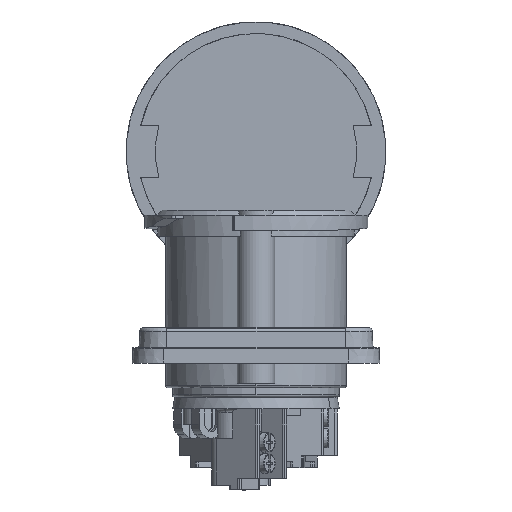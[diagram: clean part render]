
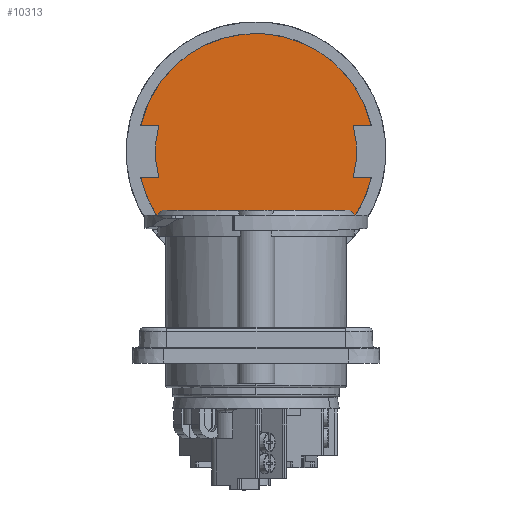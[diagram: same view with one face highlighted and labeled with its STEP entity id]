
A CAD part, front view. The second image highlights one B-rep face of the part: STEP entity #10313.
In plain terms, the highlighted planar face has unit normal (0, -1, 0).
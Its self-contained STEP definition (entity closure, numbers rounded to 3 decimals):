
#1686 = VECTOR ( 'NONE', #13859, 1000. ) ;
#1733 = VECTOR ( 'NONE', #29501, 1000. ) ;
#1921 = DIRECTION ( 'NONE',  ( 0., 0., -1. ) ) ;
#2386 = CARTESIAN_POINT ( 'NONE',  ( 0., 70.422, -22.624 ) ) ;
#3205 = EDGE_CURVE ( 'NONE', #15532, #18883, #9033, .T. ) ;
#3311 = ORIENTED_EDGE ( 'NONE', *, *, #31608, .F. ) ;
#3681 = CARTESIAN_POINT ( 'NONE',  ( 0., 70.422, 25.376 ) ) ;
#4156 = ORIENTED_EDGE ( 'NONE', *, *, #32798, .F. ) ;
#4335 = AXIS2_PLACEMENT_3D ( 'NONE', #55169, #32041, #15029 ) ;
#4365 = DIRECTION ( 'NONE',  ( 0., 1., 0. ) ) ;
#6368 = EDGE_CURVE ( 'NONE', #43961, #13555, #19536, .T. ) ;
#6498 = EDGE_LOOP ( 'NONE', ( #56613, #46150, #19161, #4156, #34257, #15030, #32885, #25163, #31226, #43500, #45205, #7392, #42873, #50826 ) ) ;
#7392 = ORIENTED_EDGE ( 'NONE', *, *, #37662, .F. ) ;
#8264 = LINE ( 'NONE', #36127, #1686 ) ;
#8431 = DIRECTION ( 'NONE',  ( 0., -1., 0. ) ) ;
#9000 = CARTESIAN_POINT ( 'NONE',  ( 0., 70.422, 25.376 ) ) ;
#9033 = CIRCLE ( 'NONE', #4335, 43. ) ;
#9592 = AXIS2_PLACEMENT_3D ( 'NONE', #9000, #8431, #26340 ) ;
#10313 = ADVANCED_FACE ( 'NONE', ( #36970, #54844 ), #32565, .F. ) ;
#10905 = VECTOR ( 'NONE', #20749, 1000. ) ;
#11043 = CARTESIAN_POINT ( 'NONE',  ( -9.75, 70.422, 3.376 ) ) ;
#11490 = EDGE_CURVE ( 'NONE', #13555, #55070, #44732, .T. ) ;
#11818 = DIRECTION ( 'NONE',  ( 0., 0., -1. ) ) ;
#12026 = VERTEX_POINT ( 'NONE', #2386 ) ;
#12080 = EDGE_CURVE ( 'NONE', #37066, #13986, #39035, .T. ) ;
#12883 = VECTOR ( 'NONE', #11818, 1000. ) ;
#13277 = DIRECTION ( 'NONE',  ( -0.707, 0., 0.707 ) ) ;
#13555 = VERTEX_POINT ( 'NONE', #20517 ) ;
#13859 = DIRECTION ( 'NONE',  ( -1., 0., 0. ) ) ;
#13894 = EDGE_CURVE ( 'NONE', #55070, #15532, #25724, .T. ) ;
#13986 = VERTEX_POINT ( 'NONE', #40071 ) ;
#14072 = CARTESIAN_POINT ( 'NONE',  ( -17.75, 70.422, -13.79 ) ) ;
#14984 = DIRECTION ( 'NONE',  ( 1., 0., 0. ) ) ;
#15029 = DIRECTION ( 'NONE',  ( 0., 0., -1. ) ) ;
#15030 = ORIENTED_EDGE ( 'NONE', *, *, #38796, .F. ) ;
#15532 = VERTEX_POINT ( 'NONE', #52028 ) ;
#15855 = EDGE_CURVE ( 'NONE', #26797, #36658, #34084, .T. ) ;
#16935 = CARTESIAN_POINT ( 'NONE',  ( 1.5, 70.422, 3.376 ) ) ;
#18117 = VERTEX_POINT ( 'NONE', #31906 ) ;
#18883 = VERTEX_POINT ( 'NONE', #23498 ) ;
#18893 = CIRCLE ( 'NONE', #34758, 50.3 ) ;
#18911 = DIRECTION ( 'NONE',  ( 0., 1., 0. ) ) ;
#19161 = ORIENTED_EDGE ( 'NONE', *, *, #33283, .F. ) ;
#19536 = LINE ( 'NONE', #42093, #51987 ) ;
#19828 = VECTOR ( 'NONE', #39364, 1000. ) ;
#20517 = CARTESIAN_POINT ( 'NONE',  ( 9.75, 70.422, -18.624 ) ) ;
#20588 = CARTESIAN_POINT ( 'NONE',  ( -17.75, 70.422, 0.675 ) ) ;
#20749 = DIRECTION ( 'NONE',  ( 0., 0., 1. ) ) ;
#21289 = CARTESIAN_POINT ( 'NONE',  ( 1.5, 70.422, -18.624 ) ) ;
#21538 = EDGE_CURVE ( 'NONE', #28680, #37066, #21586, .T. ) ;
#21584 = DIRECTION ( 'NONE',  ( 0., 0., -1. ) ) ;
#21586 = CIRCLE ( 'NONE', #36560, 43. ) ;
#21604 = VECTOR ( 'NONE', #22487, 1000. ) ;
#21639 = AXIS2_PLACEMENT_3D ( 'NONE', #3681, #47648, #21584 ) ;
#22077 = EDGE_CURVE ( 'NONE', #18117, #43961, #32635, .T. ) ;
#22487 = DIRECTION ( 'NONE',  ( -1., 0., 0. ) ) ;
#23498 = CARTESIAN_POINT ( 'NONE',  ( 0., 70.422, -17.624 ) ) ;
#23800 = DIRECTION ( 'NONE',  ( 0., 1., 0. ) ) ;
#25163 = ORIENTED_EDGE ( 'NONE', *, *, #13894, .F. ) ;
#25302 = CARTESIAN_POINT ( 'NONE',  ( 17.75, 70.422, 0.675 ) ) ;
#25390 = CARTESIAN_POINT ( 'NONE',  ( 0., 70.422, 25.376 ) ) ;
#25573 = DIRECTION ( 'NONE',  ( 0., 0., -1. ) ) ;
#25724 = LINE ( 'NONE', #16935, #10905 ) ;
#25799 = CARTESIAN_POINT ( 'NONE',  ( 17.75, 70.422, -19.222 ) ) ;
#26340 = DIRECTION ( 'NONE',  ( 0., 0., -1. ) ) ;
#26496 = DIRECTION ( 'NONE',  ( 0., 1., 0. ) ) ;
#26797 = VERTEX_POINT ( 'NONE', #29238 ) ;
#27617 = CIRCLE ( 'NONE', #49127, 50.3 ) ;
#28621 = CARTESIAN_POINT ( 'NONE',  ( -35.567, 70.422, 60.943 ) ) ;
#28680 = VERTEX_POINT ( 'NONE', #47855 ) ;
#29238 = CARTESIAN_POINT ( 'NONE',  ( -1.5, 70.422, -17.598 ) ) ;
#29389 = CARTESIAN_POINT ( 'NONE',  ( -9.75, 70.422, -18.624 ) ) ;
#29501 = DIRECTION ( 'NONE',  ( 0., 0., 1. ) ) ;
#29573 = EDGE_LOOP ( 'NONE', ( #3311, #48629 ) ) ;
#30344 = CARTESIAN_POINT ( 'NONE',  ( 0., 70.422, 25.376 ) ) ;
#30921 = DIRECTION ( 'NONE',  ( 0., 1., 0. ) ) ;
#31226 = ORIENTED_EDGE ( 'NONE', *, *, #11490, .F. ) ;
#31608 = EDGE_CURVE ( 'NONE', #48538, #51074, #18893, .T. ) ;
#31639 = CARTESIAN_POINT ( 'NONE',  ( 0., 70.422, 25.376 ) ) ;
#31710 = CARTESIAN_POINT ( 'NONE',  ( 0., 70.422, 25.376 ) ) ;
#31906 = CARTESIAN_POINT ( 'NONE',  ( 17.75, 70.422, -13.79 ) ) ;
#32041 = DIRECTION ( 'NONE',  ( 0., 1., 0. ) ) ;
#32397 = CARTESIAN_POINT ( 'NONE',  ( -1.5, 70.422, -18.624 ) ) ;
#32565 = PLANE ( 'NONE',  #58061 ) ;
#32635 = CIRCLE ( 'NONE', #46641, 43. ) ;
#32645 = DIRECTION ( 'NONE',  ( -0.707, 0., 0.707 ) ) ;
#32798 = EDGE_CURVE ( 'NONE', #36658, #37637, #8264, .T. ) ;
#32885 = ORIENTED_EDGE ( 'NONE', *, *, #3205, .F. ) ;
#33283 = EDGE_CURVE ( 'NONE', #37637, #28680, #55900, .T. ) ;
#34084 = LINE ( 'NONE', #34969, #12883 ) ;
#34257 = ORIENTED_EDGE ( 'NONE', *, *, #15855, .F. ) ;
#34736 = DIRECTION ( 'NONE',  ( 0., 0., -1. ) ) ;
#34758 = AXIS2_PLACEMENT_3D ( 'NONE', #39647, #39931, #13277 ) ;
#34969 = CARTESIAN_POINT ( 'NONE',  ( -1.5, 70.422, 3.889 ) ) ;
#35110 = CARTESIAN_POINT ( 'NONE',  ( 9.75, 70.422, -16.504 ) ) ;
#35369 = EDGE_CURVE ( 'NONE', #12026, #51642, #52489, .T. ) ;
#36127 = CARTESIAN_POINT ( 'NONE',  ( -0.75, 70.422, -18.624 ) ) ;
#36560 = AXIS2_PLACEMENT_3D ( 'NONE', #31639, #4365, #44270 ) ;
#36658 = VERTEX_POINT ( 'NONE', #32397 ) ;
#36764 = CIRCLE ( 'NONE', #9592, 48. ) ;
#36970 = FACE_BOUND ( 'NONE', #6498, .T. ) ;
#37066 = VERTEX_POINT ( 'NONE', #14072 ) ;
#37637 = VERTEX_POINT ( 'NONE', #29389 ) ;
#37662 = EDGE_CURVE ( 'NONE', #51642, #18117, #48436, .T. ) ;
#38686 = CIRCLE ( 'NONE', #54633, 43. ) ;
#38796 = EDGE_CURVE ( 'NONE', #18883, #26797, #38686, .T. ) ;
#39035 = LINE ( 'NONE', #20588, #44151 ) ;
#39364 = DIRECTION ( 'NONE',  ( 0., 0., 1. ) ) ;
#39647 = CARTESIAN_POINT ( 'NONE',  ( 0., 70.422, 25.376 ) ) ;
#39931 = DIRECTION ( 'NONE',  ( 0., 1., 0. ) ) ;
#40071 = CARTESIAN_POINT ( 'NONE',  ( -17.75, 70.422, -19.222 ) ) ;
#41206 = CARTESIAN_POINT ( 'NONE',  ( 4.875, 70.422, -18.624 ) ) ;
#42093 = CARTESIAN_POINT ( 'NONE',  ( 9.75, 70.422, 4.436 ) ) ;
#42873 = ORIENTED_EDGE ( 'NONE', *, *, #35369, .F. ) ;
#43500 = ORIENTED_EDGE ( 'NONE', *, *, #6368, .F. ) ;
#43961 = VERTEX_POINT ( 'NONE', #35110 ) ;
#44151 = VECTOR ( 'NONE', #25573, 1000. ) ;
#44270 = DIRECTION ( 'NONE',  ( 0., 0., -1. ) ) ;
#44358 = DIRECTION ( 'NONE',  ( 0., 0., -1. ) ) ;
#44732 = LINE ( 'NONE', #41206, #21604 ) ;
#45205 = ORIENTED_EDGE ( 'NONE', *, *, #22077, .F. ) ;
#46150 = ORIENTED_EDGE ( 'NONE', *, *, #21538, .F. ) ;
#46416 = CARTESIAN_POINT ( 'NONE',  ( 0., 70.422, 25.376 ) ) ;
#46641 = AXIS2_PLACEMENT_3D ( 'NONE', #30344, #30921, #34736 ) ;
#47648 = DIRECTION ( 'NONE',  ( 0., -1., 0. ) ) ;
#47855 = CARTESIAN_POINT ( 'NONE',  ( -9.75, 70.422, -16.504 ) ) ;
#48436 = LINE ( 'NONE', #25302, #19828 ) ;
#48496 = EDGE_CURVE ( 'NONE', #13986, #12026, #36764, .T. ) ;
#48538 = VERTEX_POINT ( 'NONE', #28621 ) ;
#48629 = ORIENTED_EDGE ( 'NONE', *, *, #52485, .F. ) ;
#49127 = AXIS2_PLACEMENT_3D ( 'NONE', #46416, #18911, #32645 ) ;
#49710 = CARTESIAN_POINT ( 'NONE',  ( 35.567, 70.422, -10.192 ) ) ;
#50826 = ORIENTED_EDGE ( 'NONE', *, *, #48496, .F. ) ;
#51074 = VERTEX_POINT ( 'NONE', #49710 ) ;
#51642 = VERTEX_POINT ( 'NONE', #25799 ) ;
#51987 = VECTOR ( 'NONE', #1921, 1000. ) ;
#52028 = CARTESIAN_POINT ( 'NONE',  ( 1.5, 70.422, -17.598 ) ) ;
#52485 = EDGE_CURVE ( 'NONE', #51074, #48538, #27617, .T. ) ;
#52489 = CIRCLE ( 'NONE', #21639, 48. ) ;
#54633 = AXIS2_PLACEMENT_3D ( 'NONE', #25390, #26496, #44358 ) ;
#54844 = FACE_OUTER_BOUND ( 'NONE', #29573, .T. ) ;
#55070 = VERTEX_POINT ( 'NONE', #21289 ) ;
#55169 = CARTESIAN_POINT ( 'NONE',  ( 0., 70.422, 25.376 ) ) ;
#55900 = LINE ( 'NONE', #11043, #1733 ) ;
#56613 = ORIENTED_EDGE ( 'NONE', *, *, #12080, .F. ) ;
#58061 = AXIS2_PLACEMENT_3D ( 'NONE', #31710, #23800, #14984 ) ;
